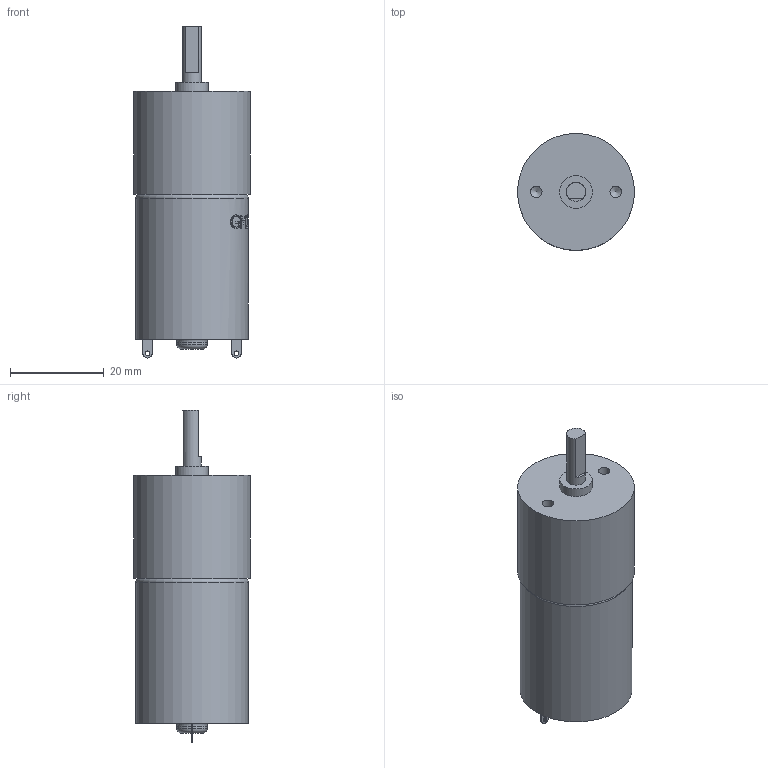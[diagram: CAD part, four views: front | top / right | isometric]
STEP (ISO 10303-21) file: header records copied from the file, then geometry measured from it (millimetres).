
FILE_DESCRIPTION(/* description */ (''),/* implementation_level */ '2;1');
FILE_NAME(/* name */ 'gm25-370.stp',/* time_stamp */ '2020-12-22T12:20:25+03:00',/* author */ ('usr1'),/* organization */ (''),/* preprocessor_version */ 'ST-DEVELOPER v16.13',/* originating_system */ 'Autodesk Inventor 2018',/* authorisation */ '');
FILE_SCHEMA (('AUTOMOTIVE_DESIGN { 1 0 10303 214 3 1 1 }'));
Length unit declared in the file: millimetre
Products named in the file (1): gm25-370
Bounding box: 25 x 25 x 71 mm (x, y, z)
Volume: 24868 mm3; surface area: 5650.4 mm2
Topology: 1 solids, 1 shells, 178 faces, 471 edges, 313 vertices
Faces by surface type: plane 76, bspline 69, cylinder 28, torus 3, cone 2
Full cylindrical faces by diameter (mm): 1 x2, 2.459 x2, 4 x1, 4.1 x1, 6.5 x1, 7 x1, 23.4 x1, 24 x1, 25 x1
Entity records: 7334 total; most frequent: CARTESIAN_POINT 3212, ORIENTED_EDGE 882, DIRECTION 615, EDGE_CURVE 441, VERTEX_POINT 302, EDGE_LOOP 215, LINE 207, VECTOR 207
